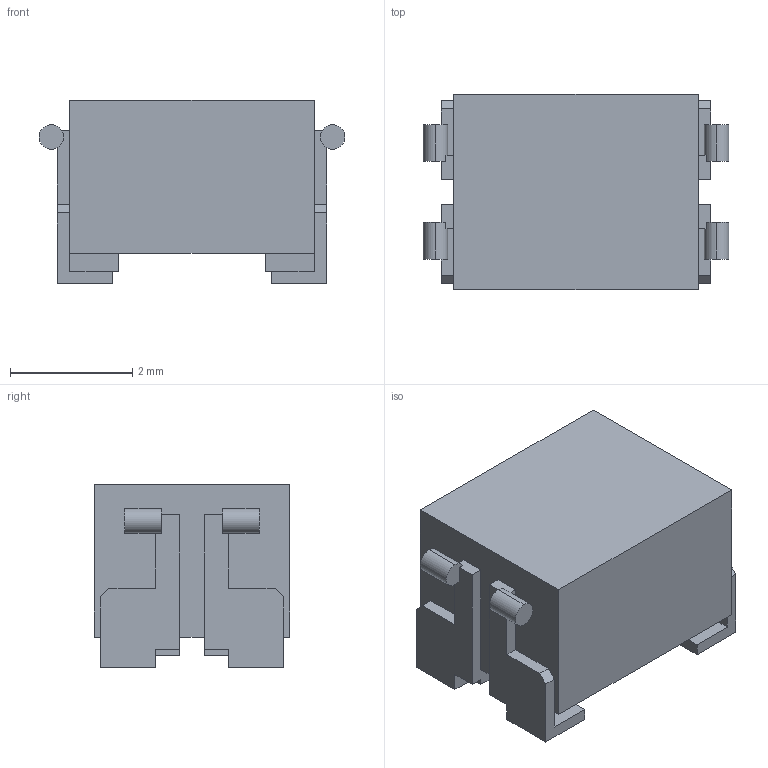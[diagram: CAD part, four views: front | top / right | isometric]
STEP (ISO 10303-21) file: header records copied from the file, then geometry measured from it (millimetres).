
FILE_DESCRIPTION(('FreeCAD Model'),'2;1');
FILE_NAME('SIMDAD_1812.step','2018-02-15T08:41:53',( 'kicad StepUp'),('ksu MCAD'),'Open CASCADE STEP processor 6.8', 'FreeCAD','Unknown');
FILE_SCHEMA(('AUTOMOTIVE_DESIGN_CC2 { 1 2 10303 214 -1 1 5 4 }'));
Length unit declared in the file: millimetre
Products named in the file (1): SIMDAD_1812
Bounding box: 5 x 3.2 x 3 mm (x, y, z)
Volume: 35.4 mm3; surface area: 80.5 mm2
Topology: 1 solids, 1 shells, 90 faces, 256 edges, 168 vertices
Faces by surface type: plane 82, cylinder 8
Entity records: 3524 total; most frequent: CARTESIAN_POINT 515, ORIENTED_EDGE 512, DIRECTION 462, EDGE_CURVE 256, LINE 232, VECTOR 232, VERTEX_POINT 168, AXIS2_PLACEMENT_3D 115
